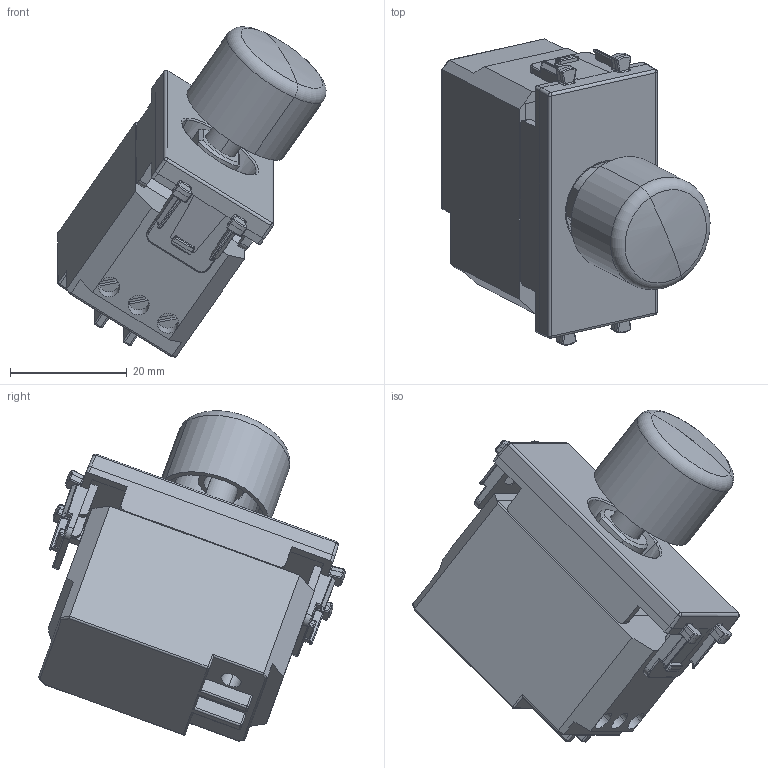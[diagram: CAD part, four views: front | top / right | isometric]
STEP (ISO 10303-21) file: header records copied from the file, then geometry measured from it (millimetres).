
FILE_DESCRIPTION(('CATIA V5 STEP Exchange'),'2;1');
FILE_NAME('444048UR.stp','2023-10-18T13:31:38+00:00',('none'),('none'),'CATIA Version 5-6 Release 2016 SP6','CATIA V5 STEP AP203','none');
FILE_SCHEMA(('CONFIG_CONTROL_DESIGN'));
Length unit declared in the file: millimetre
Products named in the file (1): 444048UR
Assembly tree (4 placements, depth 2):
  444048UR
    #57
    #23784
    #27281
    #27325
Bounding box: 45.86 x 52.43 x 56.49 mm (x, y, z)
Volume: 27338.8 mm3; surface area: 15839.7 mm2
Topology: 6 solids, 6 shells, 556 faces, 1364 edges, 786 vertices
Faces by surface type: plane 223, cylinder 207, sphere 36, bspline 36, cone 34, torus 20
Entity records: 28610 total; most frequent: CARTESIAN_POINT 17119, ORIENTED_EDGE 2620, DIRECTION 1803, EDGE_CURVE 1310, VERTEX_POINT 782, AXIS2_PLACEMENT_3D 709, VECTOR 680, LINE 680
